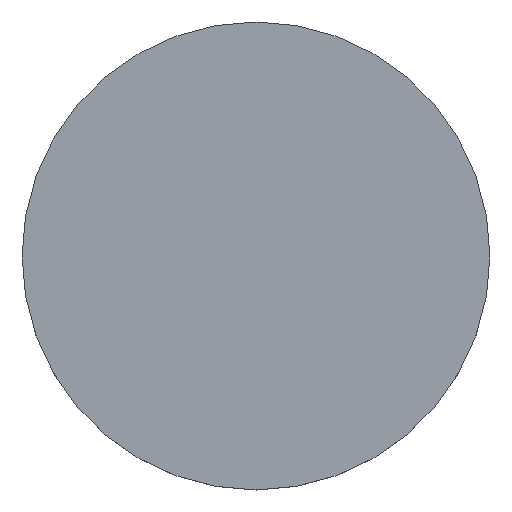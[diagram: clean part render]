
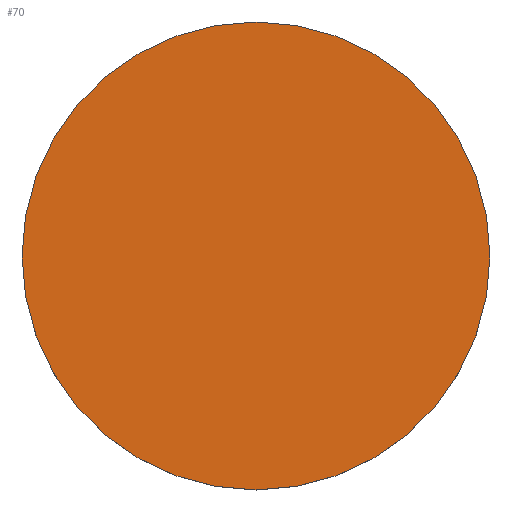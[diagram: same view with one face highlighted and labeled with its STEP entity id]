
A CAD part, top view. The second image highlights one B-rep face of the part: STEP entity #70.
In plain terms, the highlighted planar face has unit normal (0, 0, 1).
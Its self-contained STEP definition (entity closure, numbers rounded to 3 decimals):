
#4 = VERTEX_POINT ( 'NONE', #88 ) ;
#5 = AXIS2_PLACEMENT_3D ( 'NONE', #172, #216, #139 ) ;
#7 = DIRECTION ( 'NONE',  ( 1., 0., 0. ) ) ;
#35 = DIRECTION ( 'NONE',  ( 1., 0., 0. ) ) ;
#36 = CARTESIAN_POINT ( 'NONE',  ( 0., 0., 5. ) ) ;
#40 = CARTESIAN_POINT ( 'NONE',  ( 0., 0., 5. ) ) ;
#53 = AXIS2_PLACEMENT_3D ( 'NONE', #40, #188, #7 ) ;
#54 = DIRECTION ( 'NONE',  ( 0., 0., -1. ) ) ;
#63 = FACE_OUTER_BOUND ( 'NONE', #161, .T. ) ;
#70 = ADVANCED_FACE ( 'NONE', ( #63 ), #140, .T. ) ;
#78 = VERTEX_POINT ( 'NONE', #91 ) ;
#88 = CARTESIAN_POINT ( 'NONE',  ( -25.4, 0., 5. ) ) ;
#91 = CARTESIAN_POINT ( 'NONE',  ( 25.4, 0., 5. ) ) ;
#98 = AXIS2_PLACEMENT_3D ( 'NONE', #36, #54, #35 ) ;
#103 = EDGE_CURVE ( 'NONE', #4, #78, #175, .T. ) ;
#110 = ORIENTED_EDGE ( 'NONE', *, *, #103, .F. ) ;
#139 = DIRECTION ( 'NONE',  ( 1., 0., 0. ) ) ;
#140 = PLANE ( 'NONE',  #5 ) ;
#159 = CIRCLE ( 'NONE', #98, 25.4 ) ;
#161 = EDGE_LOOP ( 'NONE', ( #211, #110 ) ) ;
#172 = CARTESIAN_POINT ( 'NONE',  ( 0., 52.02, 5. ) ) ;
#175 = CIRCLE ( 'NONE', #53, 25.4 ) ;
#188 = DIRECTION ( 'NONE',  ( 0., 0., -1. ) ) ;
#191 = EDGE_CURVE ( 'NONE', #78, #4, #159, .T. ) ;
#211 = ORIENTED_EDGE ( 'NONE', *, *, #191, .F. ) ;
#216 = DIRECTION ( 'NONE',  ( 0., 0., 1. ) ) ;
